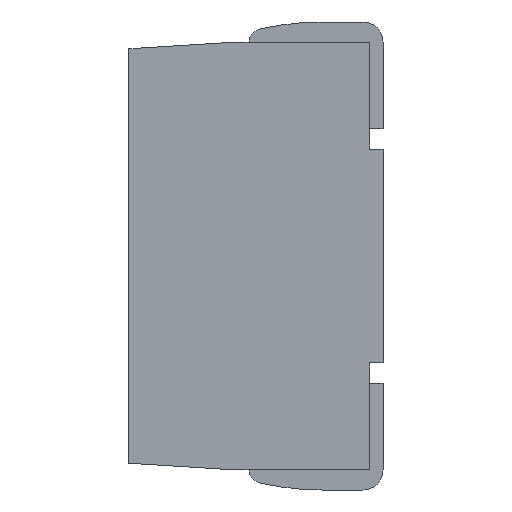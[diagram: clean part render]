
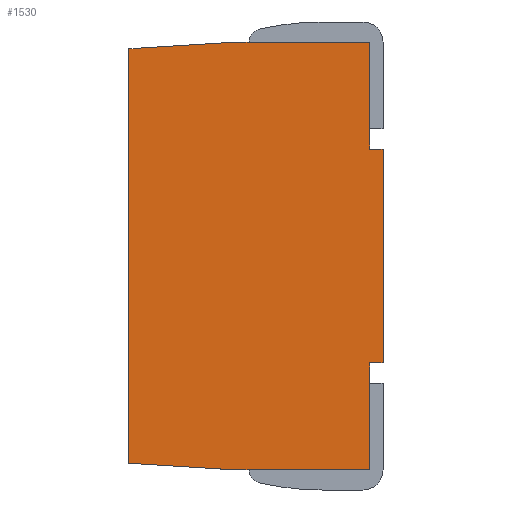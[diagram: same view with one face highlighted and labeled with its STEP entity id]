
A CAD part, left-side view. The second image highlights one B-rep face of the part: STEP entity #1530.
In plain terms, the highlighted planar face has unit normal (-1, 0, 0).
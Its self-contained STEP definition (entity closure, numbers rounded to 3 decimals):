
#140=FACE_OUTER_BOUND('',#232,.T.);
#232=EDGE_LOOP('',(#1033,#1034,#1035,#1036,#1037,#1038,#1039,#1040,#1041,
#1042));
#325=LINE('',#2224,#499);
#331=LINE('',#2236,#505);
#332=LINE('',#2238,#506);
#333=LINE('',#2240,#507);
#334=LINE('',#2242,#508);
#335=LINE('',#2244,#509);
#336=LINE('',#2246,#510);
#337=LINE('',#2248,#511);
#338=LINE('',#2250,#512);
#339=LINE('',#2251,#513);
#499=VECTOR('',#1784,10.);
#505=VECTOR('',#1792,10.);
#506=VECTOR('',#1793,10.);
#507=VECTOR('',#1794,10.);
#508=VECTOR('',#1795,10.);
#509=VECTOR('',#1796,10.);
#510=VECTOR('',#1797,10.);
#511=VECTOR('',#1798,10.);
#512=VECTOR('',#1799,10.);
#513=VECTOR('',#1800,10.);
#673=VERTEX_POINT('',#2222);
#674=VERTEX_POINT('',#2223);
#679=VERTEX_POINT('',#2235);
#680=VERTEX_POINT('',#2237);
#681=VERTEX_POINT('',#2239);
#682=VERTEX_POINT('',#2241);
#683=VERTEX_POINT('',#2243);
#684=VERTEX_POINT('',#2245);
#685=VERTEX_POINT('',#2247);
#686=VERTEX_POINT('',#2249);
#813=EDGE_CURVE('',#673,#674,#325,.T.);
#819=EDGE_CURVE('',#679,#673,#331,.T.);
#820=EDGE_CURVE('',#679,#680,#332,.T.);
#821=EDGE_CURVE('',#681,#680,#333,.T.);
#822=EDGE_CURVE('',#682,#681,#334,.T.);
#823=EDGE_CURVE('',#683,#682,#335,.T.);
#824=EDGE_CURVE('',#683,#684,#336,.T.);
#825=EDGE_CURVE('',#684,#685,#337,.T.);
#826=EDGE_CURVE('',#686,#685,#338,.T.);
#827=EDGE_CURVE('',#674,#686,#339,.T.);
#1033=ORIENTED_EDGE('',*,*,#813,.F.);
#1034=ORIENTED_EDGE('',*,*,#819,.F.);
#1035=ORIENTED_EDGE('',*,*,#820,.T.);
#1036=ORIENTED_EDGE('',*,*,#821,.F.);
#1037=ORIENTED_EDGE('',*,*,#822,.F.);
#1038=ORIENTED_EDGE('',*,*,#823,.F.);
#1039=ORIENTED_EDGE('',*,*,#824,.T.);
#1040=ORIENTED_EDGE('',*,*,#825,.T.);
#1041=ORIENTED_EDGE('',*,*,#826,.F.);
#1042=ORIENTED_EDGE('',*,*,#827,.F.);
#1456=PLANE('',#1649);
#1530=ADVANCED_FACE('',(#140),#1456,.T.);
#1649=AXIS2_PLACEMENT_3D('',#2234,#1790,#1791);
#1784=DIRECTION('',(0.,0.998,0.062));
#1790=DIRECTION('center_axis',(-1.,0.,0.));
#1791=DIRECTION('ref_axis',(0.,0.,1.));
#1792=DIRECTION('',(0.,1.,0.));
#1793=DIRECTION('',(0.,0.,1.));
#1794=DIRECTION('',(0.,1.,0.));
#1795=DIRECTION('',(0.,0.,-1.));
#1796=DIRECTION('',(0.,-1.,0.));
#1797=DIRECTION('',(0.,0.,1.));
#1798=DIRECTION('',(0.,1.,0.));
#1799=DIRECTION('',(0.,-0.998,0.062));
#1800=DIRECTION('',(0.,0.,1.));
#2222=CARTESIAN_POINT('',(-2.125,1.,-2.95));
#2223=CARTESIAN_POINT('',(-2.125,1.8,-2.9));
#2224=CARTESIAN_POINT('',(-2.125,0.702,-2.969));
#2234=CARTESIAN_POINT('Origin',(-2.125,0.,-2.95));
#2235=CARTESIAN_POINT('',(-2.125,0.,-2.95));
#2236=CARTESIAN_POINT('',(-2.125,0.,-2.95));
#2237=CARTESIAN_POINT('',(-2.125,0.,-2.15));
#2238=CARTESIAN_POINT('',(-2.125,0.,-2.95));
#2239=CARTESIAN_POINT('',(-2.125,-0.1,-2.15));
#2240=CARTESIAN_POINT('',(-2.125,0.,-2.15));
#2241=CARTESIAN_POINT('',(-2.125,-0.1,-0.55));
#2242=CARTESIAN_POINT('',(-2.125,-0.1,-0.95));
#2243=CARTESIAN_POINT('',(-2.125,0.,-0.55));
#2244=CARTESIAN_POINT('',(-2.125,0.,-0.55));
#2245=CARTESIAN_POINT('',(-2.125,0.,0.25));
#2246=CARTESIAN_POINT('',(-2.125,0.,-2.95));
#2247=CARTESIAN_POINT('',(-2.125,1.,0.25));
#2248=CARTESIAN_POINT('',(-2.125,0.,0.25));
#2249=CARTESIAN_POINT('',(-2.125,1.8,0.2));
#2250=CARTESIAN_POINT('',(-2.125,0.802,0.262));
#2251=CARTESIAN_POINT('',(-2.125,1.8,-2.95));
